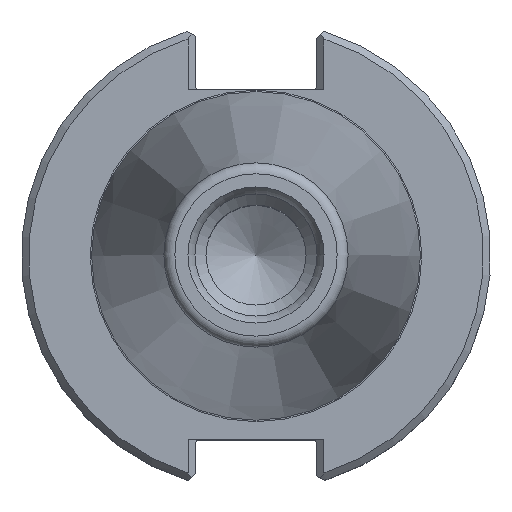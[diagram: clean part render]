
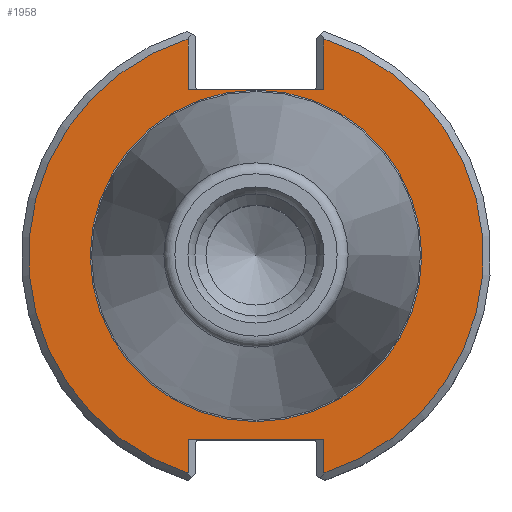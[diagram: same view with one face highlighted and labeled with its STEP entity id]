
A CAD part, top view. The second image highlights one B-rep face of the part: STEP entity #1958.
In plain terms, the highlighted planar face has unit normal (0, 0, 1).
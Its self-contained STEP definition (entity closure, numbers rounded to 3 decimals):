
#117=LINE('',#2892,#181);
#118=LINE('',#2894,#182);
#119=LINE('',#2896,#183);
#120=LINE('',#2900,#184);
#121=LINE('',#2902,#185);
#122=LINE('',#2904,#186);
#181=VECTOR('',#2282,1000.);
#182=VECTOR('',#2283,1000.);
#183=VECTOR('',#2284,1000.);
#184=VECTOR('',#2287,1000.);
#185=VECTOR('',#2288,1000.);
#186=VECTOR('',#2289,1000.);
#232=CIRCLE('',#2066,22.413);
#233=CIRCLE('',#2068,30.75);
#234=CIRCLE('',#2069,30.75);
#392=ORIENTED_EDGE('',*,*,#757,.T.);
#393=ORIENTED_EDGE('',*,*,#758,.T.);
#394=ORIENTED_EDGE('',*,*,#759,.F.);
#395=ORIENTED_EDGE('',*,*,#760,.T.);
#396=ORIENTED_EDGE('',*,*,#761,.T.);
#397=ORIENTED_EDGE('',*,*,#762,.T.);
#398=ORIENTED_EDGE('',*,*,#763,.F.);
#399=ORIENTED_EDGE('',*,*,#764,.T.);
#400=ORIENTED_EDGE('',*,*,#756,.F.);
#756=EDGE_CURVE('',#930,#930,#232,.T.);
#757=EDGE_CURVE('',#931,#932,#233,.T.);
#758=EDGE_CURVE('',#932,#933,#117,.T.);
#759=EDGE_CURVE('',#934,#933,#118,.T.);
#760=EDGE_CURVE('',#934,#935,#119,.T.);
#761=EDGE_CURVE('',#935,#936,#234,.T.);
#762=EDGE_CURVE('',#936,#937,#120,.T.);
#763=EDGE_CURVE('',#938,#937,#121,.T.);
#764=EDGE_CURVE('',#938,#931,#122,.T.);
#930=VERTEX_POINT('',#2887);
#931=VERTEX_POINT('',#2890);
#932=VERTEX_POINT('',#2891);
#933=VERTEX_POINT('',#2893);
#934=VERTEX_POINT('',#2895);
#935=VERTEX_POINT('',#2897);
#936=VERTEX_POINT('',#2899);
#937=VERTEX_POINT('',#2901);
#938=VERTEX_POINT('',#2903);
#1096=EDGE_LOOP('',(#392,#393,#394,#395,#396,#397,#398,#399));
#1097=EDGE_LOOP('',(#400));
#1210=FACE_BOUND('',#1096,.T.);
#1211=FACE_BOUND('',#1097,.T.);
#1314=PLANE('',#2067);
#1958=ADVANCED_FACE('',(#1210,#1211),#1314,.T.);
#2066=AXIS2_PLACEMENT_3D('',#2886,#2276,#2277);
#2067=AXIS2_PLACEMENT_3D('',#2888,#2278,#2279);
#2068=AXIS2_PLACEMENT_3D('',#2889,#2280,#2281);
#2069=AXIS2_PLACEMENT_3D('',#2898,#2285,#2286);
#2276=DIRECTION('',(0.,0.,1.));
#2277=DIRECTION('',(1.,0.,0.));
#2278=DIRECTION('',(0.,0.,1.));
#2279=DIRECTION('',(1.,0.,0.));
#2280=DIRECTION('',(0.,0.,1.));
#2281=DIRECTION('',(1.,0.,0.));
#2282=DIRECTION('',(0.,1.,0.));
#2283=DIRECTION('',(-1.,0.,0.));
#2284=DIRECTION('',(0.,-1.,0.));
#2285=DIRECTION('',(0.,0.,1.));
#2286=DIRECTION('',(1.,0.,0.));
#2287=DIRECTION('',(0.,-1.,0.));
#2288=DIRECTION('',(1.,0.,0.));
#2289=DIRECTION('',(0.,1.,0.));
#2886=CARTESIAN_POINT('',(0.,0.,-3.17));
#2887=CARTESIAN_POINT('',(22.413,0.,-3.17));
#2888=CARTESIAN_POINT('',(22.413,0.,-3.17));
#2889=CARTESIAN_POINT('',(0.,0.,-3.17));
#2890=CARTESIAN_POINT('',(-9.19,29.345,-3.17));
#2891=CARTESIAN_POINT('',(-9.19,-29.345,-3.17));
#2892=CARTESIAN_POINT('',(-9.19,-24.87,-3.17));
#2893=CARTESIAN_POINT('',(-9.19,-24.87,-3.17));
#2894=CARTESIAN_POINT('',(8.19,-24.87,-3.17));
#2895=CARTESIAN_POINT('',(9.19,-24.87,-3.17));
#2896=CARTESIAN_POINT('',(9.19,-30.831,-3.17));
#2897=CARTESIAN_POINT('',(9.19,-29.345,-3.17));
#2898=CARTESIAN_POINT('',(0.,0.,-3.17));
#2899=CARTESIAN_POINT('',(9.19,29.345,-3.17));
#2900=CARTESIAN_POINT('',(9.19,22.46,-3.17));
#2901=CARTESIAN_POINT('',(9.19,22.46,-3.17));
#2902=CARTESIAN_POINT('',(-8.19,22.46,-3.17));
#2903=CARTESIAN_POINT('',(-9.19,22.46,-3.17));
#2904=CARTESIAN_POINT('',(-9.19,30.831,-3.17));
